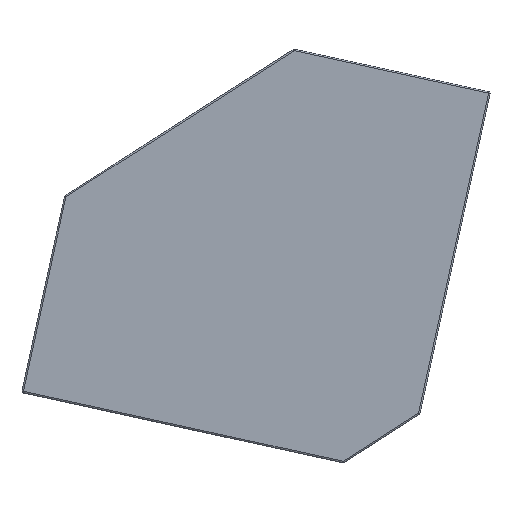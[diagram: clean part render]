
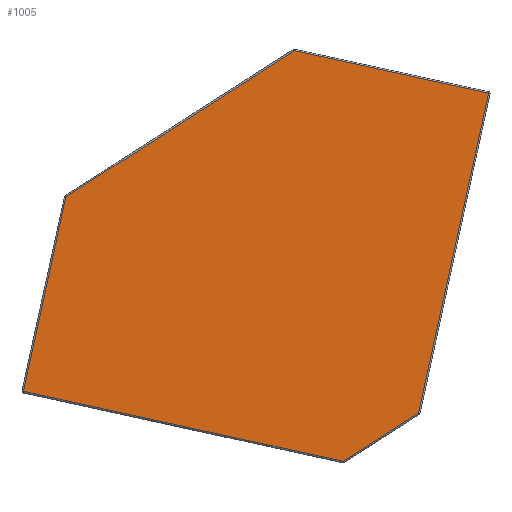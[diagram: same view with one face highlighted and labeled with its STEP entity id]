
A CAD part, top view. The second image highlights one B-rep face of the part: STEP entity #1005.
In plain terms, the highlighted planar face has unit normal (0, 0, 1).
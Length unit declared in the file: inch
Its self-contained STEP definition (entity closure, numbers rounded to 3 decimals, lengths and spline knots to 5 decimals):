
#67=PLANE('',#1141);
#111=LINE('',#1693,#177);
#113=LINE('',#1710,#179);
#115=LINE('',#1727,#181);
#117=LINE('',#1730,#183);
#121=LINE('',#1739,#187);
#127=LINE('',#1754,#193);
#177=VECTOR('',#1374,29.32322);
#179=VECTOR('',#1394,8.02817);
#181=VECTOR('',#1414,29.32322);
#183=VECTOR('',#1418,17.82322);
#187=VECTOR('',#1428,24.29163);
#193=VECTOR('',#1444,17.82322);
#299=FACE_OUTER_BOUND('',#370,.T.);
#370=EDGE_LOOP('',(#895,#896,#897,#898,#899,#900));
#491=VERTEX_POINT('',#1678);
#496=VERTEX_POINT('',#1688);
#499=VERTEX_POINT('',#1698);
#502=VERTEX_POINT('',#1705);
#505=VERTEX_POINT('',#1715);
#508=VERTEX_POINT('',#1722);
#607=EDGE_CURVE('',#491,#496,#111,.T.);
#615=EDGE_CURVE('',#496,#502,#113,.T.);
#623=EDGE_CURVE('',#502,#508,#115,.T.);
#625=EDGE_CURVE('',#508,#505,#117,.T.);
#630=EDGE_CURVE('',#505,#499,#121,.T.);
#638=EDGE_CURVE('',#499,#491,#127,.T.);
#895=ORIENTED_EDGE('',*,*,#607,.F.);
#896=ORIENTED_EDGE('',*,*,#638,.F.);
#897=ORIENTED_EDGE('',*,*,#630,.F.);
#898=ORIENTED_EDGE('',*,*,#625,.F.);
#899=ORIENTED_EDGE('',*,*,#623,.F.);
#900=ORIENTED_EDGE('',*,*,#615,.F.);
#1005=ADVANCED_FACE('',(#299),#67,.T.);
#1141=AXIS2_PLACEMENT_3D('',#1783,#1477,#1478);
#1374=DIRECTION('',(0.,-1.,0.));
#1394=DIRECTION('',(-0.707,-0.707,0.));
#1414=DIRECTION('',(-1.,0.,0.));
#1418=DIRECTION('',(0.,1.,0.));
#1428=DIRECTION('',(0.707,0.707,0.));
#1444=DIRECTION('',(1.,0.,0.));
#1477=DIRECTION('center_axis',(0.,0.,1.));
#1478=DIRECTION('ref_axis',(1.,0.,0.));
#1678=CARTESIAN_POINT('',(35.15569,35.14383,0.));
#1688=CARTESIAN_POINT('',(35.15569,5.82061,0.));
#1693=CARTESIAN_POINT('',(35.15569,25.77604,0.));
#1698=CARTESIAN_POINT('',(17.33247,35.14383,0.));
#1705=CARTESIAN_POINT('',(29.47891,0.14383,0.));
#1710=CARTESIAN_POINT('',(33.7548,4.41972,0.));
#1715=CARTESIAN_POINT('',(0.15569,17.96706,0.));
#1722=CARTESIAN_POINT('',(0.15569,0.14383,0.));
#1727=CARTESIAN_POINT('',(24.27348,0.14383,0.));
#1730=CARTESIAN_POINT('',(0.15569,8.15104,0.));
#1739=CARTESIAN_POINT('',(4.43158,22.24295,0.));
#1754=CARTESIAN_POINT('',(18.14848,35.14383,0.));
#1783=CARTESIAN_POINT('Origin',(19.01628,16.28325,0.));
